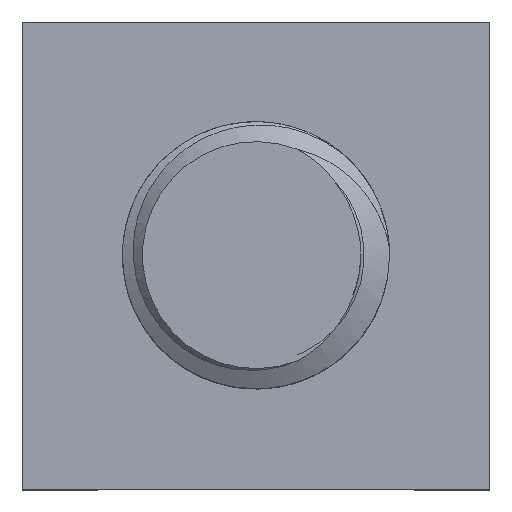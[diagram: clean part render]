
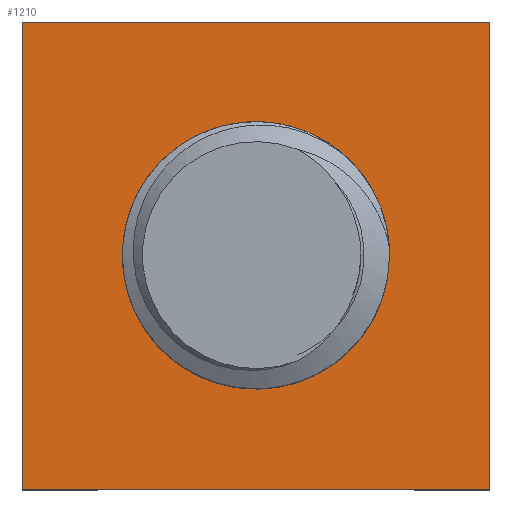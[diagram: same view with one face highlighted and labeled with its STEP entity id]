
A CAD part, top view. The second image highlights one B-rep face of the part: STEP entity #1210.
In plain terms, the highlighted planar face has unit normal (0, 0, 1).
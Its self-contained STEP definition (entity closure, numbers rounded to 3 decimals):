
#23=FACE_BOUND('',#158,.T.);
#25=PLANE('',#1294);
#88=FACE_OUTER_BOUND('',#157,.T.);
#157=EDGE_LOOP('',(#865,#866,#867,#868));
#158=EDGE_LOOP('',(#869,#870,#871,#872,#873));
#222=CIRCLE('',#1295,2.);
#238=B_SPLINE_CURVE_WITH_KNOTS('',3,(#2130,#2131,#2132,#2133,#2134,#2135),
 .UNSPECIFIED.,.F.,.F.,(4,2,4),(-0.141,-0.062,
0.),.UNSPECIFIED.);
#239=B_SPLINE_CURVE_WITH_KNOTS('',3,(#2137,#2138,#2139,#2140,#2141,#2142,
#2143,#2144,#2145,#2146,#2147,#2148,#2149,#2150,#2151,#2152,#2153,#2154),
 .UNSPECIFIED.,.F.,.F.,(4,2,2,2,2,2,2,2,4),(-0.3,-0.268,
-0.235,-0.212,-0.157,-0.103,
-0.08,-0.06,0.),.UNSPECIFIED.);
#240=B_SPLINE_CURVE_WITH_KNOTS('',3,(#2158,#2159,#2160,#2161,#2162,#2163,
#2164,#2165,#2166,#2167,#2168,#2169,#2170,#2171),.UNSPECIFIED.,.F.,.F.,
(4,2,2,2,2,2,4),(-0.272,-0.242,-0.205,
-0.163,-0.109,-0.055,0.),
 .UNSPECIFIED.);
#241=B_SPLINE_CURVE_WITH_KNOTS('',3,(#2172,#2173,#2174,#2175,#2176,#2177),
 .UNSPECIFIED.,.F.,.F.,(4,2,4),(-0.076,-0.043,
0.),.UNSPECIFIED.);
#257=LINE('',#2122,#404);
#258=LINE('',#2124,#405);
#259=LINE('',#2126,#406);
#260=LINE('',#2127,#407);
#404=VECTOR('',#1381,1000.);
#405=VECTOR('',#1382,1000.);
#406=VECTOR('',#1383,1000.);
#407=VECTOR('',#1384,1000.);
#560=VERTEX_POINT('',#2120);
#561=VERTEX_POINT('',#2121);
#562=VERTEX_POINT('',#2123);
#563=VERTEX_POINT('',#2125);
#564=VERTEX_POINT('',#2128);
#565=VERTEX_POINT('',#2129);
#566=VERTEX_POINT('',#2136);
#567=VERTEX_POINT('',#2155);
#568=VERTEX_POINT('',#2157);
#680=EDGE_CURVE('',#560,#561,#257,.T.);
#681=EDGE_CURVE('',#561,#562,#258,.T.);
#682=EDGE_CURVE('',#562,#563,#259,.T.);
#683=EDGE_CURVE('',#563,#560,#260,.T.);
#684=EDGE_CURVE('',#564,#565,#238,.T.);
#685=EDGE_CURVE('',#566,#564,#239,.T.);
#686=EDGE_CURVE('',#567,#566,#222,.F.);
#687=EDGE_CURVE('',#568,#567,#240,.T.);
#688=EDGE_CURVE('',#565,#568,#241,.T.);
#865=ORIENTED_EDGE('',*,*,#680,.T.);
#866=ORIENTED_EDGE('',*,*,#681,.T.);
#867=ORIENTED_EDGE('',*,*,#682,.T.);
#868=ORIENTED_EDGE('',*,*,#683,.T.);
#869=ORIENTED_EDGE('',*,*,#684,.F.);
#870=ORIENTED_EDGE('',*,*,#685,.F.);
#871=ORIENTED_EDGE('',*,*,#686,.F.);
#872=ORIENTED_EDGE('',*,*,#687,.F.);
#873=ORIENTED_EDGE('',*,*,#688,.F.);
#1210=ADVANCED_FACE('',(#88,#23),#25,.T.);
#1294=AXIS2_PLACEMENT_3D('',#2119,#1379,#1380);
#1295=AXIS2_PLACEMENT_3D('',#2156,#1385,#1386);
#1379=DIRECTION('center_axis',(0.,0.,1.));
#1380=DIRECTION('ref_axis',(1.,0.,0.));
#1381=DIRECTION('',(-1.,0.,0.));
#1382=DIRECTION('',(0.,-1.,0.));
#1383=DIRECTION('',(1.,0.,0.));
#1384=DIRECTION('',(0.,1.,0.));
#1385=DIRECTION('center_axis',(0.,0.,-1.));
#1386=DIRECTION('ref_axis',(-1.,0.,0.));
#2119=CARTESIAN_POINT('Origin',(0.,0.,3.5));
#2120=CARTESIAN_POINT('',(3.5,3.5,3.5));
#2121=CARTESIAN_POINT('',(-3.5,3.5,3.5));
#2122=CARTESIAN_POINT('',(3.5,3.5,3.5));
#2123=CARTESIAN_POINT('',(-3.5,-3.5,3.5));
#2124=CARTESIAN_POINT('',(-3.5,3.5,3.5));
#2125=CARTESIAN_POINT('',(3.5,-3.5,3.5));
#2126=CARTESIAN_POINT('',(-3.5,-3.5,3.5));
#2127=CARTESIAN_POINT('',(3.5,-3.5,3.5));
#2128=CARTESIAN_POINT('',(-0.161,-1.612,3.5));
#2129=CARTESIAN_POINT('',(0.99,-1.219,3.5));
#2130=CARTESIAN_POINT('Ctrl Pts',(-0.161,-1.612,
3.5));
#2131=CARTESIAN_POINT('Ctrl Pts',(-0.015,-1.608,
3.5));
#2132=CARTESIAN_POINT('Ctrl Pts',(0.206,-1.596,3.5));
#2133=CARTESIAN_POINT('Ctrl Pts',(0.649,-1.447,3.5));
#2134=CARTESIAN_POINT('Ctrl Pts',(0.83,-1.349,3.5));
#2135=CARTESIAN_POINT('Ctrl Pts',(0.99,-1.219,3.5));
#2136=CARTESIAN_POINT('',(-1.752,0.965,3.5));
#2137=CARTESIAN_POINT('Ctrl Pts',(-1.752,0.965,3.5));
#2138=CARTESIAN_POINT('Ctrl Pts',(-1.804,0.844,3.5));
#2139=CARTESIAN_POINT('Ctrl Pts',(-1.843,0.717,3.5));
#2140=CARTESIAN_POINT('Ctrl Pts',(-1.897,0.455,3.5));
#2141=CARTESIAN_POINT('Ctrl Pts',(-1.911,0.32,3.5));
#2142=CARTESIAN_POINT('Ctrl Pts',(-1.912,0.092,
3.5));
#2143=CARTESIAN_POINT('Ctrl Pts',(-1.905,-0.004,
3.5));
#2144=CARTESIAN_POINT('Ctrl Pts',(-1.857,-0.332,
3.5));
#2145=CARTESIAN_POINT('Ctrl Pts',(-1.776,-0.558,3.5));
#2146=CARTESIAN_POINT('Ctrl Pts',(-1.536,-0.958,3.5));
#2147=CARTESIAN_POINT('Ctrl Pts',(-1.381,-1.13,3.5));
#2148=CARTESIAN_POINT('Ctrl Pts',(-1.121,-1.326,3.5));
#2149=CARTESIAN_POINT('Ctrl Pts',(-1.04,-1.377,3.5));
#2150=CARTESIAN_POINT('Ctrl Pts',(-0.882,-1.461,
3.5));
#2151=CARTESIAN_POINT('Ctrl Pts',(-0.813,-1.491,
3.5));
#2152=CARTESIAN_POINT('Ctrl Pts',(-0.563,-1.583,
3.5));
#2153=CARTESIAN_POINT('Ctrl Pts',(-0.362,-1.617,
3.5));
#2154=CARTESIAN_POINT('Ctrl Pts',(-0.161,-1.612,3.5));
#2155=CARTESIAN_POINT('',(-0.531,1.928,3.5));
#2156=CARTESIAN_POINT('Origin',(0.,0.,3.5));
#2157=CARTESIAN_POINT('',(1.607,-0.207,3.5));
#2158=CARTESIAN_POINT('Ctrl Pts',(1.607,-0.207,3.5));
#2159=CARTESIAN_POINT('Ctrl Pts',(1.663,0.02,3.5));
#2160=CARTESIAN_POINT('Ctrl Pts',(1.659,0.227,3.5));
#2161=CARTESIAN_POINT('Ctrl Pts',(1.621,0.568,3.5));
#2162=CARTESIAN_POINT('Ctrl Pts',(1.569,0.751,3.5));
#2163=CARTESIAN_POINT('Ctrl Pts',(1.398,1.114,3.5));
#2164=CARTESIAN_POINT('Ctrl Pts',(1.273,1.287,3.5));
#2165=CARTESIAN_POINT('Ctrl Pts',(0.919,1.628,3.5));
#2166=CARTESIAN_POINT('Ctrl Pts',(0.702,1.743,3.5));
#2167=CARTESIAN_POINT('Ctrl Pts',(0.368,1.88,3.5));
#2168=CARTESIAN_POINT('Ctrl Pts',(0.194,1.925,3.5));
#2169=CARTESIAN_POINT('Ctrl Pts',(-0.166,1.965,3.5));
#2170=CARTESIAN_POINT('Ctrl Pts',(-0.351,1.959,3.5));
#2171=CARTESIAN_POINT('Ctrl Pts',(-0.531,1.928,3.5));
#2172=CARTESIAN_POINT('Ctrl Pts',(0.99,-1.219,3.5));
#2173=CARTESIAN_POINT('Ctrl Pts',(1.146,-1.092,3.5));
#2174=CARTESIAN_POINT('Ctrl Pts',(1.278,-0.939,3.5));
#2175=CARTESIAN_POINT('Ctrl Pts',(1.513,-0.549,3.5));
#2176=CARTESIAN_POINT('Ctrl Pts',(1.573,-0.345,3.5));
#2177=CARTESIAN_POINT('Ctrl Pts',(1.607,-0.207,3.5));
